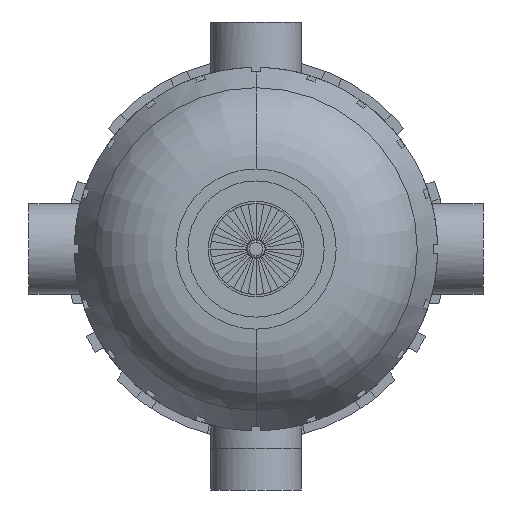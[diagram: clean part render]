
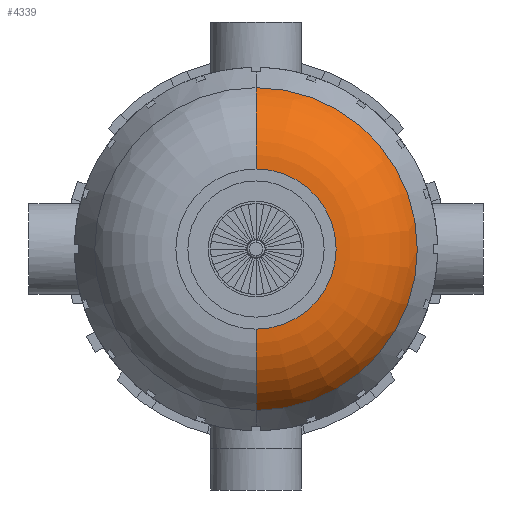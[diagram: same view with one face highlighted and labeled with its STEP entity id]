
A CAD part, front view. The second image highlights one B-rep face of the part: STEP entity #4339.
In plain terms, the highlighted toroidal (fillet/blend) face has major radius 8.82 mm and minor radius 10 mm.
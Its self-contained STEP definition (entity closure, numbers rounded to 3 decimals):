
#218 = AXIS2_PLACEMENT_3D ( 'NONE', #15379, #2242, #6733 ) ;
#427 = ORIENTED_EDGE ( 'NONE', *, *, #479, .T. ) ;
#479 = EDGE_CURVE ( 'NONE', #4665, #1928, #2983, .T. ) ;
#676 = CARTESIAN_POINT ( 'NONE',  ( 0., -310., -8.82 ) ) ;
#841 = CIRCLE ( 'NONE', #9658, 8.82 ) ;
#1760 = DIRECTION ( 'NONE',  ( 0., 0., 1. ) ) ;
#1928 = VERTEX_POINT ( 'NONE', #15063 ) ;
#2016 = DIRECTION ( 'NONE',  ( 0., 1., 0. ) ) ;
#2242 = DIRECTION ( 'NONE',  ( 1., 0., 0. ) ) ;
#2983 = CIRCLE ( 'NONE', #218, 10. ) ;
#3015 = DIRECTION ( 'NONE',  ( -1., 0., 0. ) ) ;
#3732 = CARTESIAN_POINT ( 'NONE',  ( 0., -310., 8.82 ) ) ;
#3820 = ORIENTED_EDGE ( 'NONE', *, *, #7802, .F. ) ;
#4339 = ADVANCED_FACE ( 'NONE', ( #15252 ), #12851, .T. ) ;
#4665 = VERTEX_POINT ( 'NONE', #676 ) ;
#4822 = CIRCLE ( 'NONE', #14128, 10. ) ;
#5079 = AXIS2_PLACEMENT_3D ( 'NONE', #14060, #2016, #10453 ) ;
#5535 = CARTESIAN_POINT ( 'NONE',  ( 0., -304.472, 17.764 ) ) ;
#5591 = CIRCLE ( 'NONE', #7397, 17.764 ) ;
#6169 = EDGE_CURVE ( 'NONE', #14109, #12475, #4822, .T. ) ;
#6733 = DIRECTION ( 'NONE',  ( 0., 0., -1. ) ) ;
#7397 = AXIS2_PLACEMENT_3D ( 'NONE', #8946, #7767, #11228 ) ;
#7767 = DIRECTION ( 'NONE',  ( 0., 1., 0. ) ) ;
#7802 = EDGE_CURVE ( 'NONE', #12475, #1928, #5591, .T. ) ;
#8446 = ORIENTED_EDGE ( 'NONE', *, *, #10071, .F. ) ;
#8946 = CARTESIAN_POINT ( 'NONE',  ( 0., -304.472, 0. ) ) ;
#9658 = AXIS2_PLACEMENT_3D ( 'NONE', #13123, #10945, #14625 ) ;
#10071 = EDGE_CURVE ( 'NONE', #4665, #14109, #841, .T. ) ;
#10453 = DIRECTION ( 'NONE',  ( 0., 0., 1. ) ) ;
#10945 = DIRECTION ( 'NONE',  ( 0., -1., 0. ) ) ;
#11228 = DIRECTION ( 'NONE',  ( 0., 0., 1. ) ) ;
#12344 = EDGE_LOOP ( 'NONE', ( #8446, #427, #3820, #14669 ) ) ;
#12475 = VERTEX_POINT ( 'NONE', #5535 ) ;
#12546 = CARTESIAN_POINT ( 'NONE',  ( 0., -300., 8.82 ) ) ;
#12851 = TOROIDAL_SURFACE ( 'NONE', #5079, 8.82, 10. ) ;
#13123 = CARTESIAN_POINT ( 'NONE',  ( 0., -310., 0. ) ) ;
#14060 = CARTESIAN_POINT ( 'NONE',  ( 0., -300., 0. ) ) ;
#14109 = VERTEX_POINT ( 'NONE', #3732 ) ;
#14128 = AXIS2_PLACEMENT_3D ( 'NONE', #12546, #3015, #1760 ) ;
#14625 = DIRECTION ( 'NONE',  ( 0., 0., 1. ) ) ;
#14669 = ORIENTED_EDGE ( 'NONE', *, *, #6169, .F. ) ;
#15063 = CARTESIAN_POINT ( 'NONE',  ( 0., -304.472, -17.764 ) ) ;
#15252 = FACE_OUTER_BOUND ( 'NONE', #12344, .T. ) ;
#15379 = CARTESIAN_POINT ( 'NONE',  ( 0., -300., -8.82 ) ) ;
